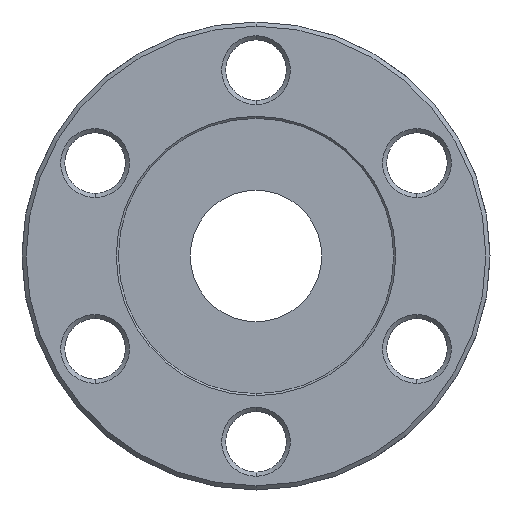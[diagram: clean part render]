
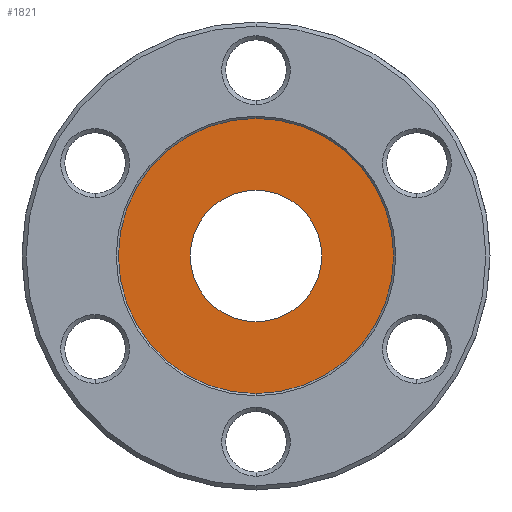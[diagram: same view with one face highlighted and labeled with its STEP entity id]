
A CAD part, front view. The second image highlights one B-rep face of the part: STEP entity #1821.
In plain terms, the highlighted planar face has unit normal (0, -1, 0).
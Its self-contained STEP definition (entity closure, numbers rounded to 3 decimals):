
#85 = CARTESIAN_POINT ( 'NONE',  ( 0., 1.8, 10.725 ) ) ;
#96 = CIRCLE ( 'NONE', #1643, 4.775 ) ;
#114 = DIRECTION ( 'NONE',  ( 0., -1., 0. ) ) ;
#245 = ORIENTED_EDGE ( 'NONE', *, *, #1517, .T. ) ;
#262 = FACE_BOUND ( 'NONE', #1903, .T. ) ;
#384 = CARTESIAN_POINT ( 'NONE',  ( 0., 1.8, 0. ) ) ;
#486 = AXIS2_PLACEMENT_3D ( 'NONE', #668, #1904, #854 ) ;
#551 = DIRECTION ( 'NONE',  ( 0., -1., 0. ) ) ;
#557 = DIRECTION ( 'NONE',  ( 0., 0., 1. ) ) ;
#572 = DIRECTION ( 'NONE',  ( 0., 0., 1. ) ) ;
#599 = ORIENTED_EDGE ( 'NONE', *, *, #2150, .T. ) ;
#620 = CIRCLE ( 'NONE', #486, 4.775 ) ;
#623 = AXIS2_PLACEMENT_3D ( 'NONE', #1165, #114, #1349 ) ;
#657 = CARTESIAN_POINT ( 'NONE',  ( 0., 1.8, 4.775 ) ) ;
#668 = CARTESIAN_POINT ( 'NONE',  ( 0., 1.8, 0. ) ) ;
#729 = CIRCLE ( 'NONE', #623, 10.725 ) ;
#854 = DIRECTION ( 'NONE',  ( 0., 0., 1. ) ) ;
#925 = VERTEX_POINT ( 'NONE', #951 ) ;
#951 = CARTESIAN_POINT ( 'NONE',  ( 0., 1.8, -4.775 ) ) ;
#1032 = AXIS2_PLACEMENT_3D ( 'NONE', #1588, #551, #1784 ) ;
#1034 = EDGE_CURVE ( 'NONE', #1437, #925, #96, .T. ) ;
#1091 = PLANE ( 'NONE',  #1857 ) ;
#1165 = CARTESIAN_POINT ( 'NONE',  ( 0., 1.8, 0. ) ) ;
#1300 = VERTEX_POINT ( 'NONE', #85 ) ;
#1349 = DIRECTION ( 'NONE',  ( 0., 0., -1. ) ) ;
#1427 = EDGE_LOOP ( 'NONE', ( #599, #1896 ) ) ;
#1437 = VERTEX_POINT ( 'NONE', #657 ) ;
#1517 = EDGE_CURVE ( 'NONE', #925, #1437, #620, .T. ) ;
#1588 = CARTESIAN_POINT ( 'NONE',  ( 0., 1.8, 0. ) ) ;
#1601 = DIRECTION ( 'NONE',  ( 0., 1., 0. ) ) ;
#1612 = DIRECTION ( 'NONE',  ( 0., 1., 0. ) ) ;
#1643 = AXIS2_PLACEMENT_3D ( 'NONE', #384, #1601, #557 ) ;
#1654 = FACE_OUTER_BOUND ( 'NONE', #1427, .T. ) ;
#1726 = EDGE_CURVE ( 'NONE', #1300, #1863, #2256, .T. ) ;
#1784 = DIRECTION ( 'NONE',  ( 0., 0., -1. ) ) ;
#1821 = ADVANCED_FACE ( 'NONE', ( #262, #1654 ), #1091, .F. ) ;
#1857 = AXIS2_PLACEMENT_3D ( 'NONE', #1979, #1612, #572 ) ;
#1863 = VERTEX_POINT ( 'NONE', #2132 ) ;
#1896 = ORIENTED_EDGE ( 'NONE', *, *, #1726, .T. ) ;
#1903 = EDGE_LOOP ( 'NONE', ( #1928, #245 ) ) ;
#1904 = DIRECTION ( 'NONE',  ( 0., 1., 0. ) ) ;
#1928 = ORIENTED_EDGE ( 'NONE', *, *, #1034, .T. ) ;
#1979 = CARTESIAN_POINT ( 'NONE',  ( 0., 1.8, 9.6 ) ) ;
#2132 = CARTESIAN_POINT ( 'NONE',  ( 0., 1.8, -10.725 ) ) ;
#2150 = EDGE_CURVE ( 'NONE', #1863, #1300, #729, .T. ) ;
#2256 = CIRCLE ( 'NONE', #1032, 10.725 ) ;
